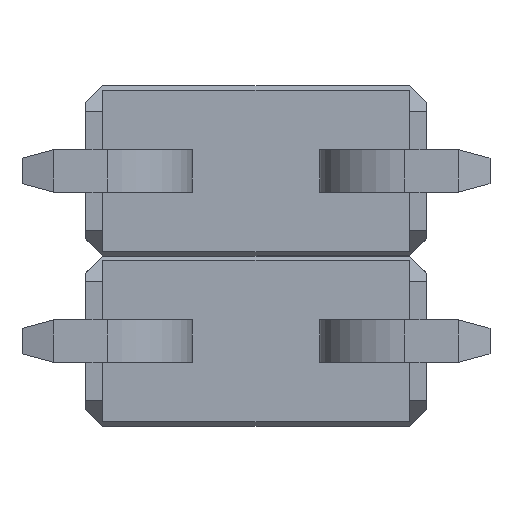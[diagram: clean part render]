
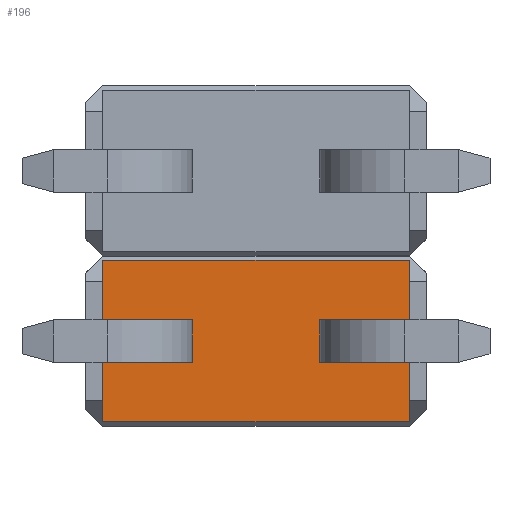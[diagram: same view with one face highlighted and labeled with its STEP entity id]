
A CAD part, front view. The second image highlights one B-rep face of the part: STEP entity #196.
In plain terms, the highlighted planar face has unit normal (0, -1, 0).
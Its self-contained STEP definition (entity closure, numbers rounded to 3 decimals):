
#13 = CARTESIAN_POINT ( 'NONE',  ( 1.25, -4.8, -0.25 ) ) ;
#66 = LINE ( 'NONE', #4795, #2948 ) ;
#102 = DIRECTION ( 'NONE',  ( 0., 0., -1. ) ) ;
#196 = ADVANCED_FACE ( 'NONE', ( #4966, #3950, #4463 ), #1711, .F. ) ;
#345 = VECTOR ( 'NONE', #4658, 1000. ) ;
#377 = LINE ( 'NONE', #1733, #3685 ) ;
#403 = VERTEX_POINT ( 'NONE', #2090 ) ;
#430 = ORIENTED_EDGE ( 'NONE', *, *, #4124, .F. ) ;
#519 = VERTEX_POINT ( 'NONE', #5150 ) ;
#609 = EDGE_CURVE ( 'NONE', #2403, #5381, #377, .T. ) ;
#619 = DIRECTION ( 'NONE',  ( 1., 0., 0. ) ) ;
#793 = CARTESIAN_POINT ( 'NONE',  ( 0., -4.8, 0.25 ) ) ;
#839 = VECTOR ( 'NONE', #5795, 1000. ) ;
#879 = ORIENTED_EDGE ( 'NONE', *, *, #973, .F. ) ;
#891 = EDGE_CURVE ( 'NONE', #2403, #519, #4139, .T. ) ;
#899 = VERTEX_POINT ( 'NONE', #4988 ) ;
#973 = EDGE_CURVE ( 'NONE', #2192, #519, #3297, .T. ) ;
#1010 = LINE ( 'NONE', #4197, #4962 ) ;
#1183 = CARTESIAN_POINT ( 'NONE',  ( 1.8, -4.8, 0.95 ) ) ;
#1210 = VECTOR ( 'NONE', #2914, 1000. ) ;
#1288 = DIRECTION ( 'NONE',  ( -1., 0., 0. ) ) ;
#1463 = VERTEX_POINT ( 'NONE', #3307 ) ;
#1485 = VECTOR ( 'NONE', #5579, 1000. ) ;
#1490 = EDGE_CURVE ( 'NONE', #1463, #3080, #4577, .T. ) ;
#1497 = CARTESIAN_POINT ( 'NONE',  ( -1.8, -4.8, 0.95 ) ) ;
#1506 = LINE ( 'NONE', #5625, #2485 ) ;
#1711 = PLANE ( 'NONE',  #4691 ) ;
#1733 = CARTESIAN_POINT ( 'NONE',  ( -1.8, -4.8, 1. ) ) ;
#1828 = ORIENTED_EDGE ( 'NONE', *, *, #2471, .F. ) ;
#1951 = CARTESIAN_POINT ( 'NONE',  ( -1.8, -4.8, -0.95 ) ) ;
#2008 = LINE ( 'NONE', #5061, #1210 ) ;
#2013 = CARTESIAN_POINT ( 'NONE',  ( 0., -4.8, -0.25 ) ) ;
#2058 = CARTESIAN_POINT ( 'NONE',  ( 1.25, -4.8, 0.25 ) ) ;
#2090 = CARTESIAN_POINT ( 'NONE',  ( -0.75, -4.8, 0.25 ) ) ;
#2122 = ORIENTED_EDGE ( 'NONE', *, *, #1490, .T. ) ;
#2124 = ORIENTED_EDGE ( 'NONE', *, *, #3939, .T. ) ;
#2168 = VECTOR ( 'NONE', #2611, 1000. ) ;
#2174 = VERTEX_POINT ( 'NONE', #3980 ) ;
#2192 = VERTEX_POINT ( 'NONE', #1183 ) ;
#2285 = ORIENTED_EDGE ( 'NONE', *, *, #3476, .T. ) ;
#2353 = EDGE_CURVE ( 'NONE', #899, #5258, #4741, .T. ) ;
#2403 = VERTEX_POINT ( 'NONE', #1951 ) ;
#2471 = EDGE_CURVE ( 'NONE', #403, #2174, #4467, .T. ) ;
#2484 = ORIENTED_EDGE ( 'NONE', *, *, #609, .F. ) ;
#2485 = VECTOR ( 'NONE', #5589, 1000. ) ;
#2523 = VERTEX_POINT ( 'NONE', #13 ) ;
#2528 = EDGE_LOOP ( 'NONE', ( #1828, #430, #3905, #4146 ) ) ;
#2607 = DIRECTION ( 'NONE',  ( 0., 0., 1. ) ) ;
#2611 = DIRECTION ( 'NONE',  ( -1., 0., 0. ) ) ;
#2791 = DIRECTION ( 'NONE',  ( -1., 0., 0. ) ) ;
#2805 = CARTESIAN_POINT ( 'NONE',  ( 0., -4.8, -0.95 ) ) ;
#2914 = DIRECTION ( 'NONE',  ( 0., 0., -1. ) ) ;
#2948 = VECTOR ( 'NONE', #2791, 1000. ) ;
#3005 = EDGE_LOOP ( 'NONE', ( #879, #2124, #2484, #5447 ) ) ;
#3074 = LINE ( 'NONE', #3963, #839 ) ;
#3080 = VERTEX_POINT ( 'NONE', #2058 ) ;
#3175 = LINE ( 'NONE', #5532, #5943 ) ;
#3236 = DIRECTION ( 'NONE',  ( -1., 0., 0. ) ) ;
#3297 = LINE ( 'NONE', #3808, #3695 ) ;
#3307 = CARTESIAN_POINT ( 'NONE',  ( 0.75, -4.8, 0.25 ) ) ;
#3311 = ORIENTED_EDGE ( 'NONE', *, *, #5772, .T. ) ;
#3476 = EDGE_CURVE ( 'NONE', #2523, #4558, #1010, .T. ) ;
#3565 = CARTESIAN_POINT ( 'NONE',  ( 0., -4.8, 0. ) ) ;
#3591 = DIRECTION ( 'NONE',  ( 0., 1., 0. ) ) ;
#3685 = VECTOR ( 'NONE', #2607, 1000. ) ;
#3695 = VECTOR ( 'NONE', #102, 1000. ) ;
#3710 = DIRECTION ( 'NONE',  ( 0., 0., -1. ) ) ;
#3727 = CARTESIAN_POINT ( 'NONE',  ( 0.75, -4.8, -0.25 ) ) ;
#3785 = ORIENTED_EDGE ( 'NONE', *, *, #5814, .T. ) ;
#3808 = CARTESIAN_POINT ( 'NONE',  ( 1.8, -4.8, 1. ) ) ;
#3812 = VECTOR ( 'NONE', #619, 1000. ) ;
#3871 = EDGE_LOOP ( 'NONE', ( #3311, #2285, #3785, #2122 ) ) ;
#3905 = ORIENTED_EDGE ( 'NONE', *, *, #2353, .F. ) ;
#3925 = CARTESIAN_POINT ( 'NONE',  ( -0.75, -4.8, -0.25 ) ) ;
#3939 = EDGE_CURVE ( 'NONE', #2192, #5381, #66, .T. ) ;
#3950 = FACE_BOUND ( 'NONE', #3871, .T. ) ;
#3963 = CARTESIAN_POINT ( 'NONE',  ( -0.75, -4.8, 0. ) ) ;
#3978 = EDGE_CURVE ( 'NONE', #2174, #899, #2008, .T. ) ;
#3980 = CARTESIAN_POINT ( 'NONE',  ( -1.25, -4.8, 0.25 ) ) ;
#4124 = EDGE_CURVE ( 'NONE', #5258, #403, #3074, .T. ) ;
#4139 = LINE ( 'NONE', #2805, #345 ) ;
#4146 = ORIENTED_EDGE ( 'NONE', *, *, #3978, .F. ) ;
#4197 = CARTESIAN_POINT ( 'NONE',  ( 1.25, -4.8, -0.25 ) ) ;
#4463 = FACE_BOUND ( 'NONE', #2528, .T. ) ;
#4467 = LINE ( 'NONE', #793, #2168 ) ;
#4558 = VERTEX_POINT ( 'NONE', #3727 ) ;
#4577 = LINE ( 'NONE', #4610, #1485 ) ;
#4610 = CARTESIAN_POINT ( 'NONE',  ( 1.25, -4.8, 0.25 ) ) ;
#4658 = DIRECTION ( 'NONE',  ( 1., 0., 0. ) ) ;
#4691 = AXIS2_PLACEMENT_3D ( 'NONE', #3565, #3591, #1288 ) ;
#4741 = LINE ( 'NONE', #2013, #3812 ) ;
#4795 = CARTESIAN_POINT ( 'NONE',  ( 0., -4.8, 0.95 ) ) ;
#4962 = VECTOR ( 'NONE', #3236, 1000. ) ;
#4966 = FACE_OUTER_BOUND ( 'NONE', #3005, .T. ) ;
#4988 = CARTESIAN_POINT ( 'NONE',  ( -1.25, -4.8, -0.25 ) ) ;
#5061 = CARTESIAN_POINT ( 'NONE',  ( -1.25, -4.8, 0. ) ) ;
#5150 = CARTESIAN_POINT ( 'NONE',  ( 1.8, -4.8, -0.95 ) ) ;
#5258 = VERTEX_POINT ( 'NONE', #3925 ) ;
#5381 = VERTEX_POINT ( 'NONE', #1497 ) ;
#5447 = ORIENTED_EDGE ( 'NONE', *, *, #891, .T. ) ;
#5532 = CARTESIAN_POINT ( 'NONE',  ( 1.25, -4.8, -0.25 ) ) ;
#5579 = DIRECTION ( 'NONE',  ( 1., 0., 0. ) ) ;
#5589 = DIRECTION ( 'NONE',  ( 0., 0., 1. ) ) ;
#5625 = CARTESIAN_POINT ( 'NONE',  ( 0.75, -4.8, -0.25 ) ) ;
#5772 = EDGE_CURVE ( 'NONE', #3080, #2523, #3175, .T. ) ;
#5795 = DIRECTION ( 'NONE',  ( 0., 0., 1. ) ) ;
#5814 = EDGE_CURVE ( 'NONE', #4558, #1463, #1506, .T. ) ;
#5943 = VECTOR ( 'NONE', #3710, 1000. ) ;
